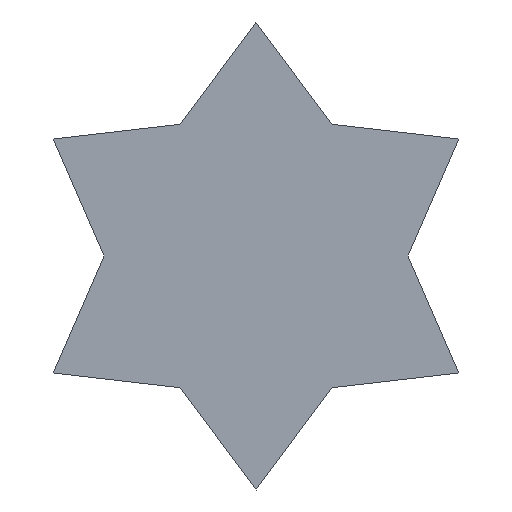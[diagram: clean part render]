
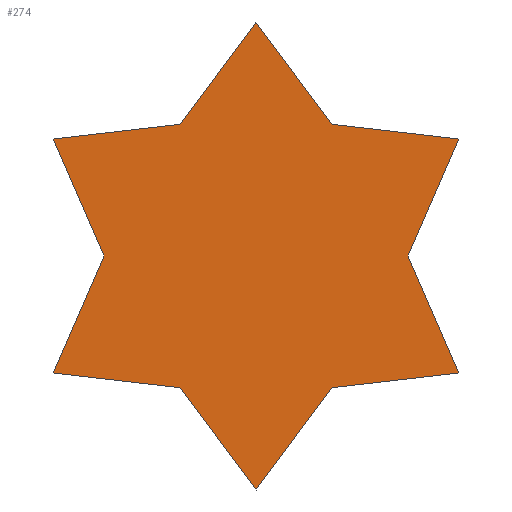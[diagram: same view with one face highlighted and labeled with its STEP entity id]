
A CAD part, front view. The second image highlights one B-rep face of the part: STEP entity #274.
In plain terms, the highlighted planar face has unit normal (0, -1, 0).
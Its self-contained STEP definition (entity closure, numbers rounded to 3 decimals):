
#28=FACE_OUTER_BOUND('',#42,.T.);
#42=EDGE_LOOP('',(#235,#236,#237,#238,#239,#240,#241,#242,#243,#244,#245,
#246));
#43=LINE('',#373,#79);
#47=LINE('',#381,#83);
#50=LINE('',#387,#86);
#53=LINE('',#393,#89);
#56=LINE('',#399,#92);
#59=LINE('',#405,#95);
#62=LINE('',#411,#98);
#65=LINE('',#417,#101);
#68=LINE('',#423,#104);
#71=LINE('',#429,#107);
#74=LINE('',#435,#110);
#77=LINE('',#440,#113);
#79=VECTOR('',#307,11.378);
#83=VECTOR('',#313,11.378);
#86=VECTOR('',#318,11.378);
#89=VECTOR('',#323,11.378);
#92=VECTOR('',#328,11.378);
#95=VECTOR('',#333,11.378);
#98=VECTOR('',#338,11.378);
#101=VECTOR('',#343,11.378);
#104=VECTOR('',#348,11.378);
#107=VECTOR('',#353,11.378);
#110=VECTOR('',#358,11.378);
#113=VECTOR('',#363,11.378);
#115=VERTEX_POINT('',#371);
#116=VERTEX_POINT('',#372);
#119=VERTEX_POINT('',#380);
#121=VERTEX_POINT('',#386);
#123=VERTEX_POINT('',#392);
#125=VERTEX_POINT('',#398);
#127=VERTEX_POINT('',#404);
#129=VERTEX_POINT('',#410);
#131=VERTEX_POINT('',#416);
#133=VERTEX_POINT('',#422);
#135=VERTEX_POINT('',#428);
#137=VERTEX_POINT('',#434);
#139=EDGE_CURVE('',#115,#116,#43,.T.);
#143=EDGE_CURVE('',#116,#119,#47,.T.);
#146=EDGE_CURVE('',#119,#121,#50,.T.);
#149=EDGE_CURVE('',#121,#123,#53,.T.);
#152=EDGE_CURVE('',#123,#125,#56,.T.);
#155=EDGE_CURVE('',#125,#127,#59,.T.);
#158=EDGE_CURVE('',#127,#129,#62,.T.);
#161=EDGE_CURVE('',#129,#131,#65,.T.);
#164=EDGE_CURVE('',#131,#133,#68,.T.);
#167=EDGE_CURVE('',#133,#135,#71,.T.);
#170=EDGE_CURVE('',#137,#135,#74,.T.);
#173=EDGE_CURVE('',#115,#137,#77,.T.);
#235=ORIENTED_EDGE('',*,*,#173,.F.);
#236=ORIENTED_EDGE('',*,*,#139,.T.);
#237=ORIENTED_EDGE('',*,*,#143,.T.);
#238=ORIENTED_EDGE('',*,*,#146,.T.);
#239=ORIENTED_EDGE('',*,*,#149,.T.);
#240=ORIENTED_EDGE('',*,*,#152,.T.);
#241=ORIENTED_EDGE('',*,*,#155,.T.);
#242=ORIENTED_EDGE('',*,*,#158,.T.);
#243=ORIENTED_EDGE('',*,*,#161,.T.);
#244=ORIENTED_EDGE('',*,*,#164,.T.);
#245=ORIENTED_EDGE('',*,*,#167,.T.);
#246=ORIENTED_EDGE('',*,*,#170,.F.);
#260=PLANE('',#302);
#274=ADVANCED_FACE('',(#28),#260,.F.);
#302=AXIS2_PLACEMENT_3D('',#443,#367,#368);
#307=DIRECTION('',(-0.993,0.,-0.115));
#313=DIRECTION('',(0.397,0.,-0.918));
#318=DIRECTION('',(-0.397,0.,-0.918));
#323=DIRECTION('',(0.993,0.,-0.115));
#328=DIRECTION('',(0.596,0.,-0.803));
#333=DIRECTION('',(0.596,0.,0.803));
#338=DIRECTION('',(0.993,0.,0.115));
#343=DIRECTION('',(-0.397,0.,0.918));
#348=DIRECTION('',(0.397,0.,0.918));
#353=DIRECTION('',(-0.993,0.,0.115));
#358=DIRECTION('',(0.596,0.,-0.803));
#363=DIRECTION('',(0.596,0.,0.803));
#367=DIRECTION('center_axis',(0.,1.,0.));
#368=DIRECTION('ref_axis',(1.,0.,0.));
#371=CARTESIAN_POINT('',(2.635,-0.441,8.855));
#372=CARTESIAN_POINT('',(-5.88,-0.441,7.868));
#373=CARTESIAN_POINT('',(2.635,-0.441,8.855));
#380=CARTESIAN_POINT('',(-2.477,-0.441,0.));
#381=CARTESIAN_POINT('',(-5.88,-0.441,7.868));
#386=CARTESIAN_POINT('',(-5.88,-0.441,-7.868));
#387=CARTESIAN_POINT('',(-2.477,-0.441,0.));
#392=CARTESIAN_POINT('',(2.635,-0.441,-8.855));
#393=CARTESIAN_POINT('',(-5.88,-0.441,-7.868));
#398=CARTESIAN_POINT('',(7.747,-0.441,-15.735));
#399=CARTESIAN_POINT('',(2.635,-0.441,-8.855));
#404=CARTESIAN_POINT('',(12.86,-0.441,-8.855));
#405=CARTESIAN_POINT('',(7.747,-0.441,-15.735));
#410=CARTESIAN_POINT('',(21.375,-0.441,-7.868));
#411=CARTESIAN_POINT('',(12.86,-0.441,-8.855));
#416=CARTESIAN_POINT('',(17.972,-0.441,0.));
#417=CARTESIAN_POINT('',(21.375,-0.441,-7.868));
#422=CARTESIAN_POINT('',(21.375,-0.441,7.868));
#423=CARTESIAN_POINT('',(17.972,-0.441,0.));
#428=CARTESIAN_POINT('',(12.86,-0.441,8.855));
#429=CARTESIAN_POINT('',(21.375,-0.441,7.868));
#434=CARTESIAN_POINT('',(7.747,-0.441,15.735));
#435=CARTESIAN_POINT('',(7.747,-0.441,15.735));
#440=CARTESIAN_POINT('',(2.635,-0.441,8.855));
#443=CARTESIAN_POINT('Origin',(7.747,-0.441,0.));
